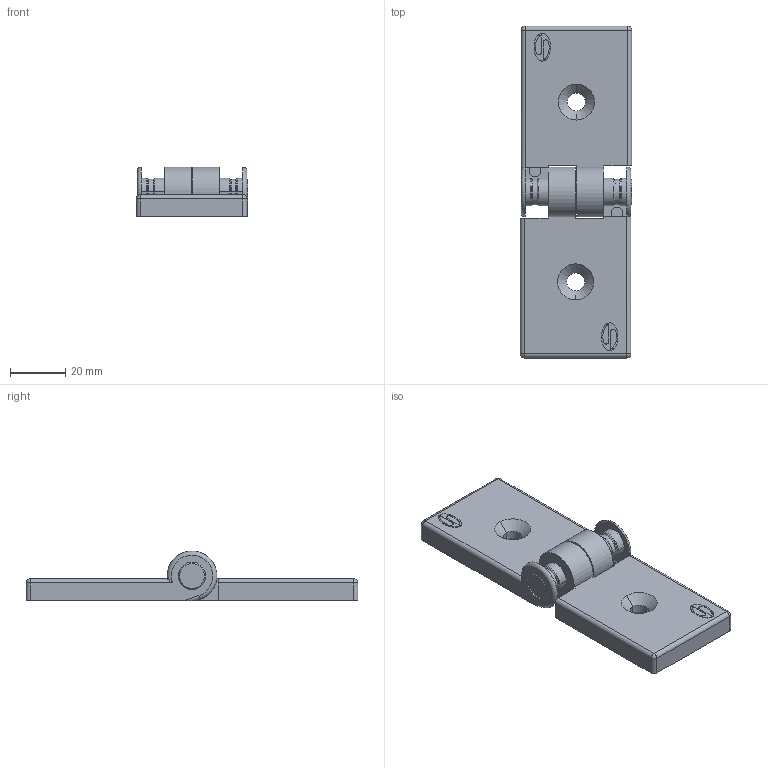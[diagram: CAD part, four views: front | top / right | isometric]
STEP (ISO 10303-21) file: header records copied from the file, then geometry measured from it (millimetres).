
FILE_DESCRIPTION((''),'2;1');
FILE_NAME('12099_TECAJ_PA_60X60_ASM','2022-09-19T07:59:24',('PredragRovcanin'),('Audax d.o.o.'),'CREO PARAMETRIC BY PTC INC, 2020281','CREO PARAMETRIC BY PTC INC, 2020281','');
FILE_SCHEMA(('AP242_MANAGED_MODEL_BASED_3D_ENGINEERING_MIM_LF { 1 0 10303 442 1 1 4 }'));
Length unit declared in the file: millimetre
Products named in the file (3): 12099_TECAJ_PA_60X60_A; 12099_TECAJ_PA_60X60_B; 12099_TECAJ_PA_60X60_ASM
Assembly tree (3 placements, depth 2):
  12099_TECAJ_PA_60X60_ASM
    12099_TECAJ_PA_60X60_A  x2
    12099_TECAJ_PA_60X60_B
Bounding box: 40.25 x 120 x 17.99 mm (x, y, z)
Volume: 22970.5 mm3; surface area: 19203.7 mm2
Topology: 3 solids, 3 shells, 244 faces, 619 edges, 414 vertices
Faces by surface type: cylinder 114, plane 92, cone 24, extrusion 8, sphere 4, torus 2
Entity records: 5801 total; most frequent: CARTESIAN_POINT 803, DIRECTION 771, ORIENTED_EDGE 644, PRESENTATION_STYLE_ASSIGNMENT 341, STYLED_ITEM 341, CURVE_STYLE 335, COLOUR_RGB 322, EDGE_CURVE 322
